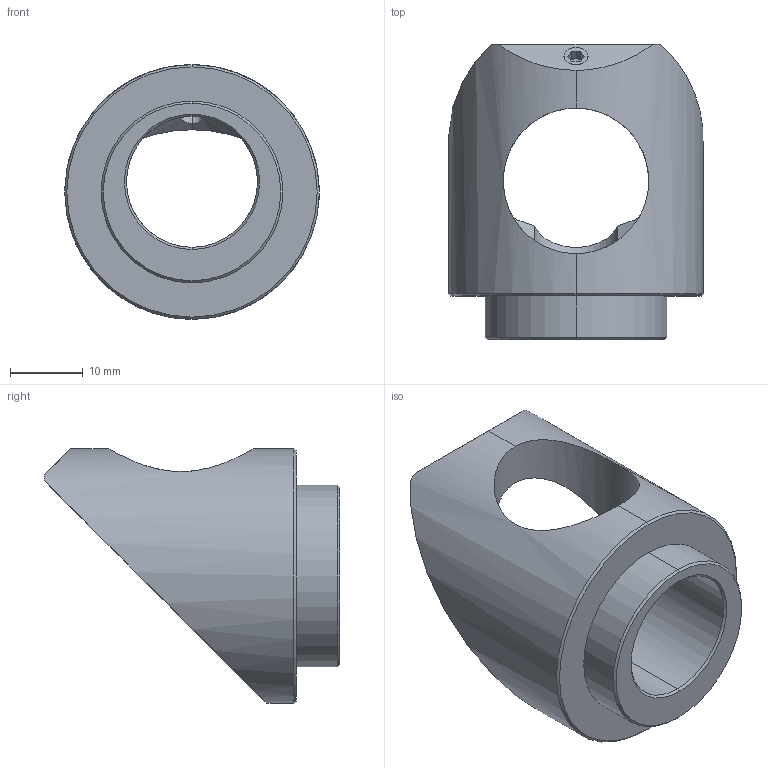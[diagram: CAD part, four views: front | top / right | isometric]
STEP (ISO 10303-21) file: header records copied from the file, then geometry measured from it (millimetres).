
FILE_DESCRIPTION (( 'STEP AP203' ), '1' );
FILE_NAME ('MAD25-45MH-30.STEP', '2022-07-14T08:57:00', ( '' ), ( '' ), 'SwSTEP 2.0', 'SolidWorks 2021', '' );
FILE_SCHEMA (( 'CONFIG_CONTROL_DESIGN' ));
Length unit declared in the file: millimetre
Products named in the file (1): MAD25-45MH-30
Bounding box: 35 x 40.6 x 35 mm (x, y, z)
Surface area: 5950.3 mm2 (no closed solid volume)
Topology: 0 solids, 6 shells, 56 faces, 396 edges, 342 vertices
Faces by surface type: plane 33, cylinder 13, cone 10
Entity records: 4002 total; most frequent: CARTESIAN_POINT 1073, DIRECTION 529, ORIENTED_EDGE 495, EDGE_CURVE 394, VECTOR 345, LINE 345, VERTEX_POINT 342, AXIS2_PLACEMENT_3D 92
